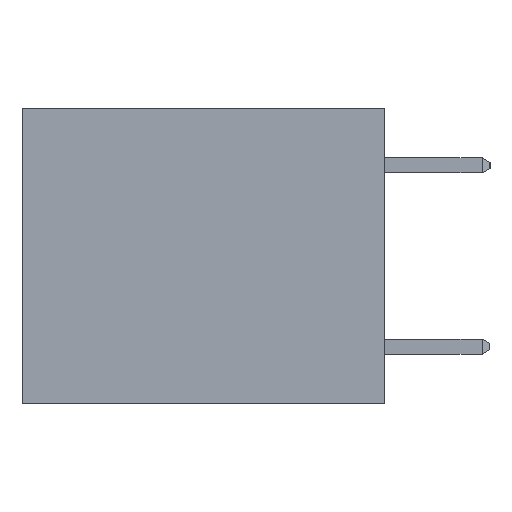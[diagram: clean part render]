
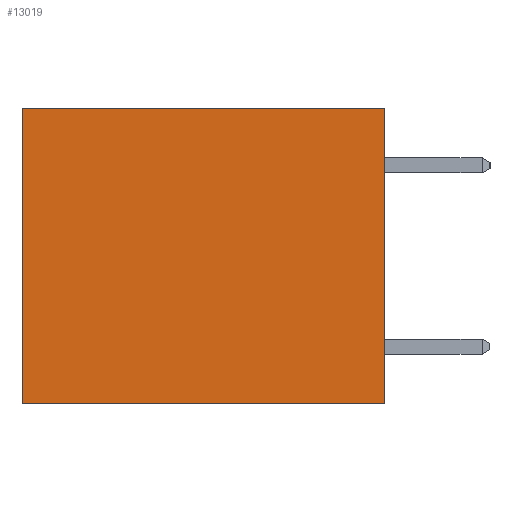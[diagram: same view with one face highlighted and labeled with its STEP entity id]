
A CAD part, left-side view. The second image highlights one B-rep face of the part: STEP entity #13019.
In plain terms, the highlighted planar face has unit normal (-1, 0, 0).
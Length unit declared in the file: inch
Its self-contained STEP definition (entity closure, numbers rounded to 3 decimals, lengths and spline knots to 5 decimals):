
#287 = ORIENTED_EDGE ( 'NONE', *, *, #2775, .T. ) ;
#786 = LINE ( 'NONE', #2014, #10005 ) ;
#832 = DIRECTION ( 'NONE',  ( 1., 0., 0. ) ) ;
#1783 = DIRECTION ( 'NONE',  ( 0., 1., 0. ) ) ;
#1803 = CARTESIAN_POINT ( 'NONE',  ( 0.3165, 0., 0. ) ) ;
#2014 = CARTESIAN_POINT ( 'NONE',  ( 0.3165, 0., -0.49 ) ) ;
#2775 = EDGE_CURVE ( 'NONE', #14198, #10907, #10428, .T. ) ;
#2935 = LINE ( 'NONE', #7609, #6177 ) ;
#3190 = DIRECTION ( 'NONE',  ( 0., 0., -1. ) ) ;
#4336 = CARTESIAN_POINT ( 'NONE',  ( 0.3165, 0.6, 0. ) ) ;
#4419 = ORIENTED_EDGE ( 'NONE', *, *, #7736, .F. ) ;
#4917 = VERTEX_POINT ( 'NONE', #11072 ) ;
#5382 = CARTESIAN_POINT ( 'NONE',  ( 0.3165, 0., -0.49 ) ) ;
#5799 = LINE ( 'NONE', #1803, #9056 ) ;
#6177 = VECTOR ( 'NONE', #1783, 39.37008 ) ;
#6652 = VERTEX_POINT ( 'NONE', #9985 ) ;
#7609 = CARTESIAN_POINT ( 'NONE',  ( 0.3165, 0., -0.49 ) ) ;
#7644 = ORIENTED_EDGE ( 'NONE', *, *, #13340, .F. ) ;
#7736 = EDGE_CURVE ( 'NONE', #6652, #4917, #786, .T. ) ;
#8834 = ORIENTED_EDGE ( 'NONE', *, *, #13773, .T. ) ;
#9056 = VECTOR ( 'NONE', #9878, 39.37008 ) ;
#9878 = DIRECTION ( 'NONE',  ( 0., 1., 0. ) ) ;
#9985 = CARTESIAN_POINT ( 'NONE',  ( 0.3165, 0., 0. ) ) ;
#10005 = VECTOR ( 'NONE', #3190, 39.37008 ) ;
#10428 = LINE ( 'NONE', #12318, #12618 ) ;
#10907 = VERTEX_POINT ( 'NONE', #11331 ) ;
#11072 = CARTESIAN_POINT ( 'NONE',  ( 0.3165, 0., -0.49 ) ) ;
#11331 = CARTESIAN_POINT ( 'NONE',  ( 0.3165, 0.6, -0.49 ) ) ;
#11864 = AXIS2_PLACEMENT_3D ( 'NONE', #5382, #832, #13456 ) ;
#12309 = PLANE ( 'NONE',  #11864 ) ;
#12318 = CARTESIAN_POINT ( 'NONE',  ( 0.3165, 0.6, -0.49 ) ) ;
#12618 = VECTOR ( 'NONE', #14660, 39.37008 ) ;
#12712 = FACE_OUTER_BOUND ( 'NONE', #13118, .T. ) ;
#13019 = ADVANCED_FACE ( 'NONE', ( #12712 ), #12309, .F. ) ;
#13118 = EDGE_LOOP ( 'NONE', ( #287, #7644, #4419, #8834 ) ) ;
#13340 = EDGE_CURVE ( 'NONE', #4917, #10907, #2935, .T. ) ;
#13456 = DIRECTION ( 'NONE',  ( 0., 0., -1. ) ) ;
#13773 = EDGE_CURVE ( 'NONE', #6652, #14198, #5799, .T. ) ;
#14198 = VERTEX_POINT ( 'NONE', #4336 ) ;
#14660 = DIRECTION ( 'NONE',  ( 0., 0., -1. ) ) ;
